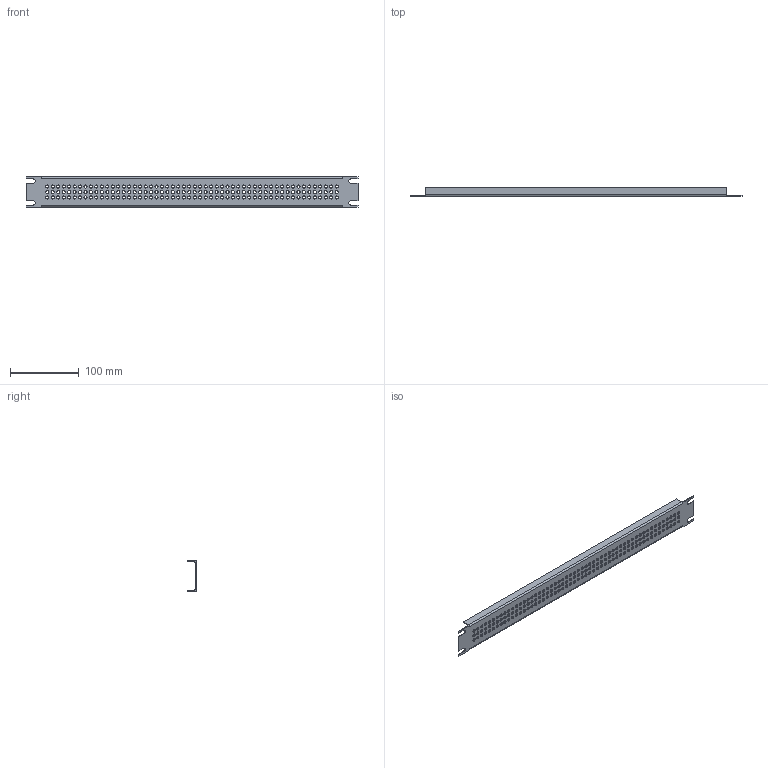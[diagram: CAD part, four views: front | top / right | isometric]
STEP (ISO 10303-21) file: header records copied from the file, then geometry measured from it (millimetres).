
FILE_DESCRIPTION (( 'STEP AP203' ), '1' );
FILE_NAME ('PPFS19001BK2.step', '2020-11-11T19:08:58', ( 'ADC123' ), ( 'Microsoft' ), 'SwSTEP 2.0', 'SolidWorks 2019', '' );
FILE_SCHEMA (( 'CONFIG_CONTROL_DESIGN' ));
Length unit declared in the file: inch
Products named in the file (1): PPFS19001BK2
Bounding box: 482.6 x 12.7 x 43.64 mm (x, y, z)
Volume: 39775.9 mm3; surface area: 60010.4 mm2
Topology: 1 solids, 1 shells, 208 faces, 610 edges, 404 vertices
Faces by surface type: cylinder 170, plane 38
Full cylindrical faces by diameter (mm): 4.496 x162
Entity records: 7007 total; most frequent: DIRECTION 1206, CARTESIAN_POINT 1061, ORIENTED_EDGE 896, EDGE_LOOP 694, AXIS2_PLACEMENT_3D 549, EDGE_CURVE 448, VERTEX_POINT 404, FACE_OUTER_BOUND 370
